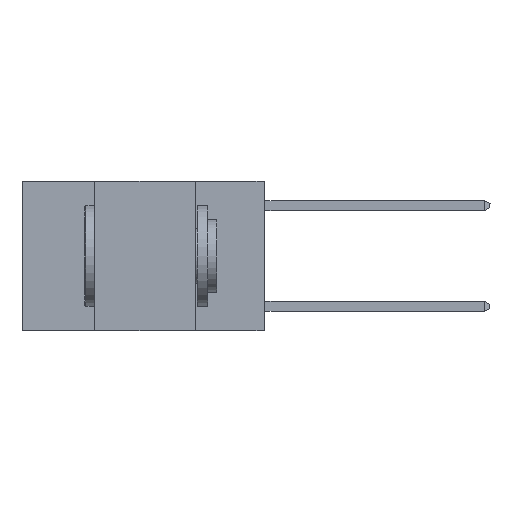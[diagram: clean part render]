
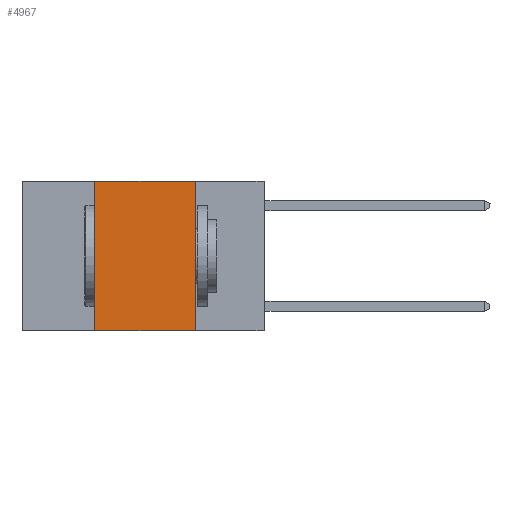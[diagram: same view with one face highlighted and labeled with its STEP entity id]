
A CAD part, left-side view. The second image highlights one B-rep face of the part: STEP entity #4967.
In plain terms, the highlighted planar face has unit normal (-1, 0, 0).
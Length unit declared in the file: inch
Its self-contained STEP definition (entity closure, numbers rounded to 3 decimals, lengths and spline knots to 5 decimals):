
#57 = EDGE_CURVE ( 'NONE', #7269, #8558, #8647, .T. ) ;
#312 = CARTESIAN_POINT ( 'NONE',  ( 0., 0.17, -0.37 ) ) ;
#489 = CARTESIAN_POINT ( 'NONE',  ( 0., 0.42, -0.37 ) ) ;
#1008 = EDGE_CURVE ( 'NONE', #2220, #8558, #3876, .T. ) ;
#1017 = LINE ( 'NONE', #4012, #1445 ) ;
#1398 = ORIENTED_EDGE ( 'NONE', *, *, #3346, .F. ) ;
#1445 = VECTOR ( 'NONE', #7607, 39.37008 ) ;
#1547 = EDGE_CURVE ( 'NONE', #2220, #1837, #1017, .T. ) ;
#1831 = CARTESIAN_POINT ( 'NONE',  ( 0., 0.6, 0. ) ) ;
#1837 = VERTEX_POINT ( 'NONE', #4612 ) ;
#2220 = VERTEX_POINT ( 'NONE', #489 ) ;
#2549 = DIRECTION ( 'NONE',  ( 0., -1., 0. ) ) ;
#2973 = DIRECTION ( 'NONE',  ( 0., 0., -1. ) ) ;
#3058 = EDGE_LOOP ( 'NONE', ( #6991, #1398, #4704, #5815 ) ) ;
#3346 = EDGE_CURVE ( 'NONE', #1837, #7269, #7502, .T. ) ;
#3604 = VECTOR ( 'NONE', #4021, 39.37008 ) ;
#3876 = LINE ( 'NONE', #8447, #3604 ) ;
#4012 = CARTESIAN_POINT ( 'NONE',  ( 0., 0.42, 0. ) ) ;
#4021 = DIRECTION ( 'NONE',  ( 0., -1., 0. ) ) ;
#4518 = CARTESIAN_POINT ( 'NONE',  ( 0., 0.6, 0. ) ) ;
#4612 = CARTESIAN_POINT ( 'NONE',  ( 0., 0.42, 0. ) ) ;
#4704 = ORIENTED_EDGE ( 'NONE', *, *, #1547, .F. ) ;
#4849 = AXIS2_PLACEMENT_3D ( 'NONE', #4518, #8853, #2973 ) ;
#4967 = ADVANCED_FACE ( 'NONE', ( #5194 ), #5096, .F. ) ;
#5096 = PLANE ( 'NONE',  #4849 ) ;
#5194 = FACE_OUTER_BOUND ( 'NONE', #3058, .T. ) ;
#5815 = ORIENTED_EDGE ( 'NONE', *, *, #1008, .T. ) ;
#6123 = CARTESIAN_POINT ( 'NONE',  ( 0., 0.17, 0. ) ) ;
#6991 = ORIENTED_EDGE ( 'NONE', *, *, #57, .F. ) ;
#7062 = DIRECTION ( 'NONE',  ( 0., 0., -1. ) ) ;
#7269 = VERTEX_POINT ( 'NONE', #6123 ) ;
#7417 = VECTOR ( 'NONE', #2549, 39.37008 ) ;
#7502 = LINE ( 'NONE', #1831, #7417 ) ;
#7607 = DIRECTION ( 'NONE',  ( 0., 0., 1. ) ) ;
#8447 = CARTESIAN_POINT ( 'NONE',  ( 0., 0.6, -0.37 ) ) ;
#8523 = VECTOR ( 'NONE', #7062, 39.37008 ) ;
#8558 = VERTEX_POINT ( 'NONE', #312 ) ;
#8647 = LINE ( 'NONE', #9278, #8523 ) ;
#8853 = DIRECTION ( 'NONE',  ( 1., 0., 0. ) ) ;
#9278 = CARTESIAN_POINT ( 'NONE',  ( 0., 0.17, 0. ) ) ;
